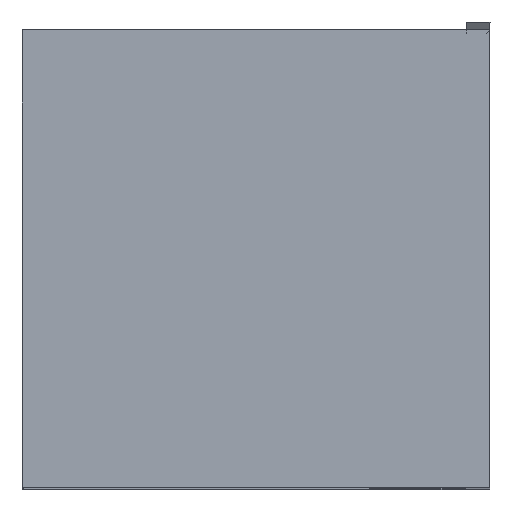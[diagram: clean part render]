
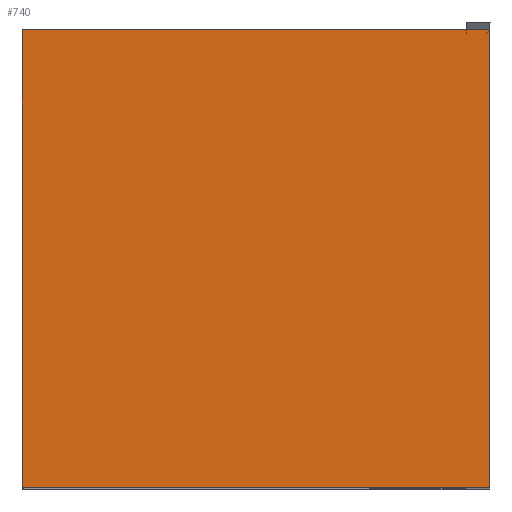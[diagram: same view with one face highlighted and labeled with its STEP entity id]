
A CAD part, top view. The second image highlights one B-rep face of the part: STEP entity #740.
In plain terms, the highlighted planar face has unit normal (0, 0, 1).
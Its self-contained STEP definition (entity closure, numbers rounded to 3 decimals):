
#701=CARTESIAN_POINT('',(-587.764,-61.734,2120.));
#702=DIRECTION('',(0.0,0.0,-1.0));
#703=DIRECTION('',(-1.0,0.0,0.0));
#704=AXIS2_PLACEMENT_3D('',#701,#702,#703);
#705=PLANE('',#704);
#706=CARTESIAN_POINT('',(-587.764,1089.266,2120.));
#707=VERTEX_POINT('',#706);
#708=CARTESIAN_POINT('',(588.236,1089.266,2120.));
#709=VERTEX_POINT('',#708);
#710=CARTESIAN_POINT('',(-587.764,1089.266,2120.));
#711=DIRECTION('',(1.0,0.0,0.0));
#712=VECTOR('',#711,1176.0);
#713=LINE('',#710,#712);
#714=EDGE_CURVE('',#707,#709,#713,.T.);
#715=ORIENTED_EDGE('',*,*,#714,.F.);
#716=CARTESIAN_POINT('',(-587.764,-61.734,2120.));
#717=VERTEX_POINT('',#716);
#718=CARTESIAN_POINT('',(-587.764,-61.734,2120.));
#719=DIRECTION('',(0.0,1.0,0.0));
#720=VECTOR('',#719,1151.0);
#721=LINE('',#718,#720);
#722=EDGE_CURVE('',#707,#717,#721,.F.);
#723=ORIENTED_EDGE('',*,*,#722,.T.);
#724=CARTESIAN_POINT('',(588.236,-61.734,2120.));
#725=VERTEX_POINT('',#724);
#726=CARTESIAN_POINT('',(-587.764,-61.734,2120.));
#727=DIRECTION('',(1.0,0.0,0.0));
#728=VECTOR('',#727,1176.0);
#729=LINE('',#726,#728);
#730=EDGE_CURVE('',#717,#725,#729,.T.);
#731=ORIENTED_EDGE('',*,*,#730,.T.);
#732=CARTESIAN_POINT('',(588.236,-61.734,2120.));
#733=DIRECTION('',(0.0,1.0,0.0));
#734=VECTOR('',#733,1151.0);
#735=LINE('',#732,#734);
#736=EDGE_CURVE('',#709,#725,#735,.F.);
#737=ORIENTED_EDGE('',*,*,#736,.F.);
#738=EDGE_LOOP('',(#715,#723,#731,#737));
#739=FACE_OUTER_BOUND('',#738,.T.);
#740=ADVANCED_FACE('',(#739),#705,.F.);
